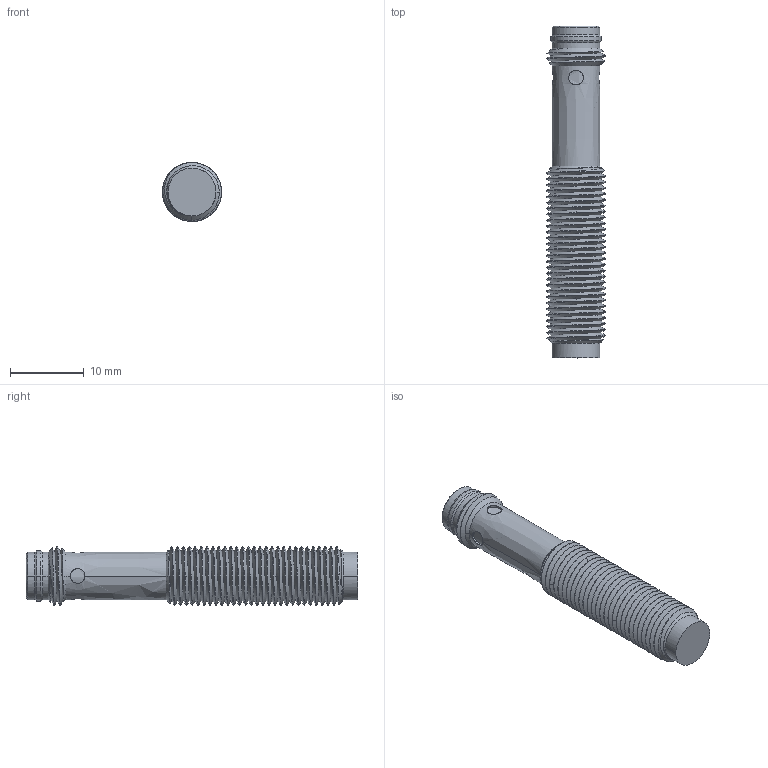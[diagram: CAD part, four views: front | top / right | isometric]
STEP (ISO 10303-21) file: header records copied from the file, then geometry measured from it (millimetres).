
FILE_DESCRIPTION( ('This file contains a STEP AP42 implementation' ,'as created by ZW3D STEP Interface translator.') ,'2;1' );
FILE_NAME( 'ECS1-0802X-XCS3-100C-TC4.stp' ,'20 529.194914', (''), ('ZWCAD Software Co.'), 'Version 1.0', 'ZW3D to STEP translator', '' );
FILE_SCHEMA(('AUTOMOTIVE_DESIGN'));
Length unit declared in the file: millimetre
Products named in the file (2): 0; ECS1-0802X-XCS3-100C-TC4
Bounding box: 8 x 45 x 8 mm (x, y, z)
Volume: 1593.4 mm3; surface area: 1771.4 mm2
Topology: 1 solids, 1 shells, 133 faces, 362 edges, 229 vertices
Faces by surface type: bspline 133
Entity records: 11968 total; most frequent: CARTESIAN_POINT 9778, ORIENTED_EDGE 710, EDGE_CURVE 355, B_SPLINE_CURVE_WITH_KNOTS 290, VERTEX_POINT 227, EDGE_LOOP 136, FACE_OUTER_BOUND 133, ADVANCED_FACE 133
